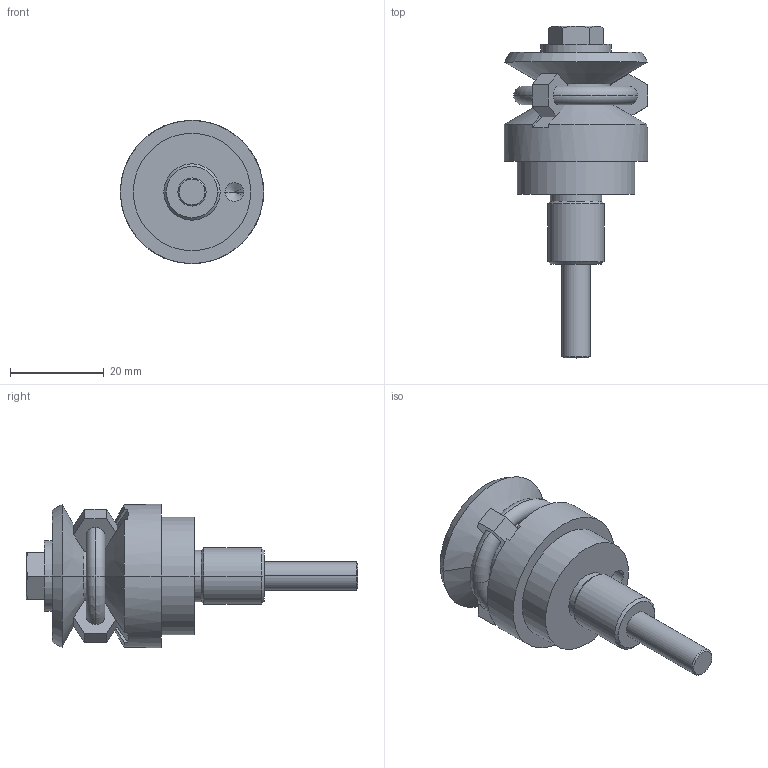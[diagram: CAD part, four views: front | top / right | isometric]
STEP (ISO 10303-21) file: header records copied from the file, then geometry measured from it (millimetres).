
FILE_DESCRIPTION(('STEP AP214'),'1');
FILE_NAME('HALDERN_EH_23340_0130.stp','2017-11-08T12:40:24',('TraceParts'),('TraceParts S.A.'),'Spatial InterOp 3D',' ',' ');
FILE_SCHEMA(('automotive_design'));
Length unit declared in the file: millimetre
Products named in the file (4): HALDERN_EH_23340_0130_1; HALDERN_EH_23340_0130_2; HALDERN_EH_23340_0130_3; HALDERN_EH_23340_0130_4
Bounding box: 30.5 x 70.7 x 30.5 mm (x, y, z)
Volume: 19139.8 mm3; surface area: 9608.6 mm2
Topology: 4 solids, 4 shells, 106 faces, 239 edges, 149 vertices
Faces by surface type: plane 50, cone 26, cylinder 22, torus 8
Entity records: 4224 total; most frequent: CARTESIAN_POINT 952, DIRECTION 511, ORIENTED_EDGE 474, EDGE_CURVE 237, AXIS2_PLACEMENT_3D 194, VERTEX_POINT 149, LINE 123, VECTOR 123
